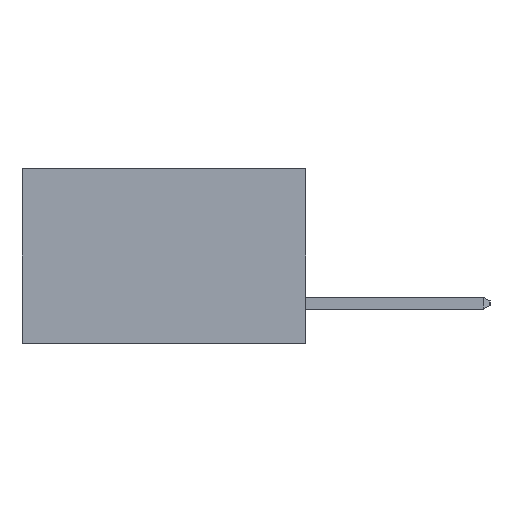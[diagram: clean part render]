
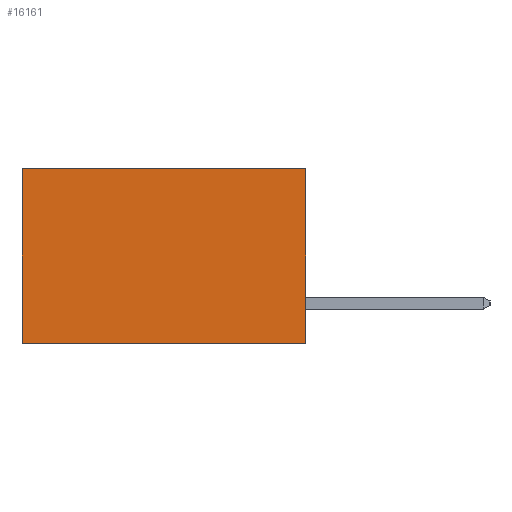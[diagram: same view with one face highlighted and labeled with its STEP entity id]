
A CAD part, left-side view. The second image highlights one B-rep face of the part: STEP entity #16161.
In plain terms, the highlighted planar face has unit normal (-1, 0, 0).
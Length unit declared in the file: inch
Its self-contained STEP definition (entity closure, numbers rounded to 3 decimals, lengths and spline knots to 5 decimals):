
#1191 = VERTEX_POINT ( 'NONE', #1220 ) ;
#1220 = CARTESIAN_POINT ( 'NONE',  ( 0.298, 0.6, -0.37 ) ) ;
#1691 = EDGE_CURVE ( 'NONE', #18591, #1191, #7019, .T. ) ;
#1755 = LINE ( 'NONE', #16360, #16231 ) ;
#2369 = CARTESIAN_POINT ( 'NONE',  ( 0.298, 0., 0. ) ) ;
#3524 = ORIENTED_EDGE ( 'NONE', *, *, #11308, .F. ) ;
#4245 = CARTESIAN_POINT ( 'NONE',  ( 0.298, 0., -0.37 ) ) ;
#4631 = LINE ( 'NONE', #4245, #14087 ) ;
#4952 = EDGE_CURVE ( 'NONE', #5168, #17435, #1755, .T. ) ;
#5165 = DIRECTION ( 'NONE',  ( 1., 0., 0. ) ) ;
#5168 = VERTEX_POINT ( 'NONE', #2369 ) ;
#5752 = DIRECTION ( 'NONE',  ( 0., 0., -1. ) ) ;
#5859 = DIRECTION ( 'NONE',  ( 0., 1., 0. ) ) ;
#6162 = DIRECTION ( 'NONE',  ( 0., 1., 0. ) ) ;
#7019 = LINE ( 'NONE', #20376, #21196 ) ;
#7752 = ORIENTED_EDGE ( 'NONE', *, *, #1691, .T. ) ;
#8100 = AXIS2_PLACEMENT_3D ( 'NONE', #16404, #5165, #18226 ) ;
#11308 = EDGE_CURVE ( 'NONE', #17435, #1191, #4631, .T. ) ;
#11641 = EDGE_LOOP ( 'NONE', ( #7752, #3524, #14978, #11784 ) ) ;
#11784 = ORIENTED_EDGE ( 'NONE', *, *, #21760, .T. ) ;
#12690 = PLANE ( 'NONE',  #8100 ) ;
#14087 = VECTOR ( 'NONE', #6162, 39.37008 ) ;
#14684 = CARTESIAN_POINT ( 'NONE',  ( 0.298, 0., -0.37 ) ) ;
#14978 = ORIENTED_EDGE ( 'NONE', *, *, #4952, .F. ) ;
#15254 = CARTESIAN_POINT ( 'NONE',  ( 0.298, 0., 0. ) ) ;
#16161 = ADVANCED_FACE ( 'NONE', ( #19811 ), #12690, .F. ) ;
#16211 = DIRECTION ( 'NONE',  ( 0., 0., -1. ) ) ;
#16231 = VECTOR ( 'NONE', #16211, 39.37008 ) ;
#16360 = CARTESIAN_POINT ( 'NONE',  ( 0.298, 0., 0. ) ) ;
#16404 = CARTESIAN_POINT ( 'NONE',  ( 0.298, 0., 0. ) ) ;
#17435 = VERTEX_POINT ( 'NONE', #14684 ) ;
#17968 = CARTESIAN_POINT ( 'NONE',  ( 0.298, 0.6, 0. ) ) ;
#18226 = DIRECTION ( 'NONE',  ( 0., 0., -1. ) ) ;
#18591 = VERTEX_POINT ( 'NONE', #17968 ) ;
#19546 = LINE ( 'NONE', #15254, #23276 ) ;
#19811 = FACE_OUTER_BOUND ( 'NONE', #11641, .T. ) ;
#20376 = CARTESIAN_POINT ( 'NONE',  ( 0.298, 0.6, 0. ) ) ;
#21196 = VECTOR ( 'NONE', #5752, 39.37008 ) ;
#21760 = EDGE_CURVE ( 'NONE', #5168, #18591, #19546, .T. ) ;
#23276 = VECTOR ( 'NONE', #5859, 39.37008 ) ;
